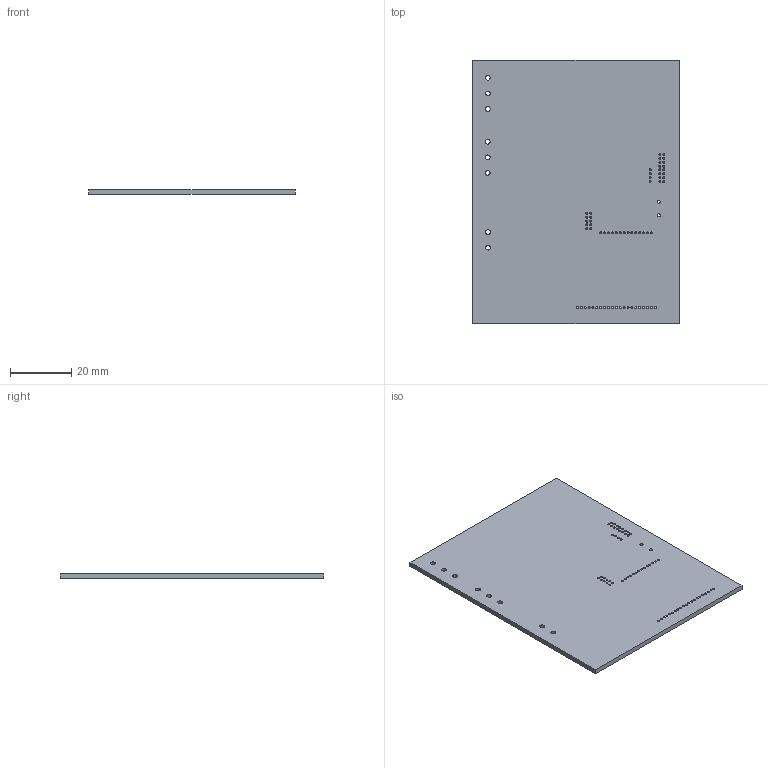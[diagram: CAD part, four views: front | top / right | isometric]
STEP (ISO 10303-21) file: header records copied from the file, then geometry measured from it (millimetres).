
FILE_DESCRIPTION(('KiCad electronic assembly'),'2;1');
FILE_NAME('autologger.step','2022-01-12T19:11:47',('Pcbnew'),('Kicad'), 'Open CASCADE STEP processor 7.5','KiCad to STEP converter','Unknown' );
FILE_SCHEMA(('AUTOMOTIVE_DESIGN { 1 0 10303 214 1 1 1 1 }'));
Length unit declared in the file: millimetre
Products named in the file (2): autologger 1; autologger PCB
Assembly tree (1 placements, depth 2):
  autologger 1
    autologger PCB
Bounding box: 67.31 x 85.72 x 1.6 mm (x, y, z)
Volume: 9172 mm3; surface area: 12238.2 mm2
Topology: 1 solids, 1 shells, 81 faces, 237 edges, 158 vertices
Faces by surface type: cylinder 75, plane 6
Full cylindrical faces by diameter (mm): 0.65 x65, 1 x2, 1.52 x8
Entity records: 6659 total; most frequent: CARTESIAN_POINT 1852, DIRECTION 877, ORIENTED_EDGE 474, PCURVE 474, DEFINITIONAL_REPRESENTATION 474, LINE 411, VECTOR 411, EDGE_CURVE 237
